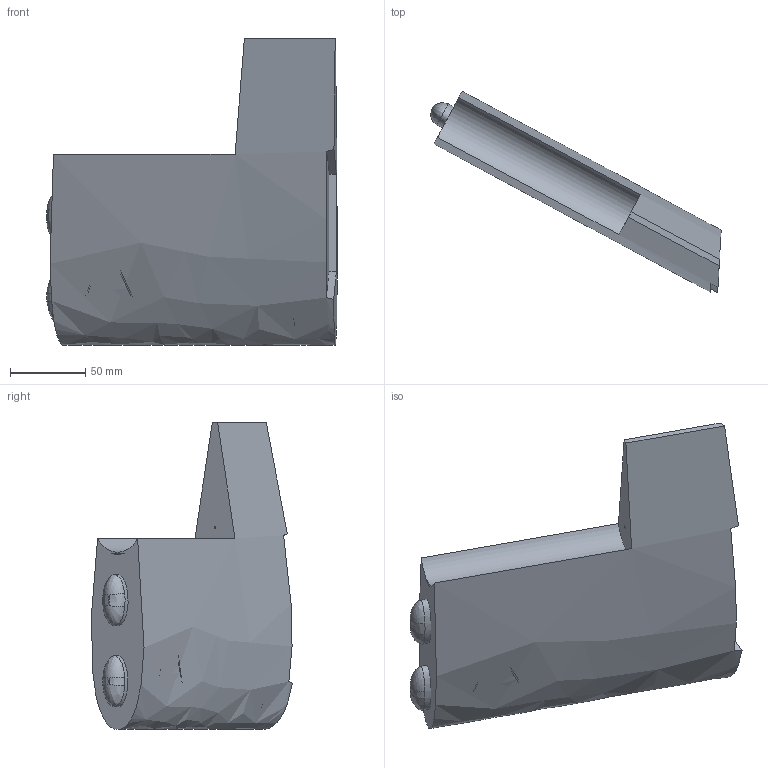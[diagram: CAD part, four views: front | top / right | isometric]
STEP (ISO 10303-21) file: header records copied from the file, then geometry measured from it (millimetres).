
FILE_DESCRIPTION(/* description */ (''),/* implementation_level */ '2;1');
FILE_NAME(/* name */ 'Tail3.stp',/* time_stamp */ '2026-01-16T13:51:48-05:00',/* author */ ('mateo'),/* organization */ (''),/* preprocessor_version */ 'ST-DEVELOPER v20.1',/* originating_system */ 'Autodesk Inventor 2026',/* authorisation */ '');
FILE_SCHEMA (('AUTOMOTIVE_DESIGN { 1 0 10303 214 3 1 1 }'));
Length unit declared in the file: millimetre
Products named in the file (1): Redone-Tail
Bounding box: 192.9 x 133.58 x 204 mm (x, y, z)
Volume: 383870.4 mm3; surface area: 181762.1 mm2
Topology: 1 solids, 13 shells, 109 faces, 266 edges, 204 vertices
Faces by surface type: plane 72, bspline 34, cylinder 3
Full cylindrical faces by diameter (mm): 1.5 x1
Entity records: 9729 total; most frequent: CARTESIAN_POINT 7532, ORIENTED_EDGE 494, DIRECTION 286, EDGE_CURVE 247, VERTEX_POINT 168, B_SPLINE_CURVE_WITH_KNOTS 125, EDGE_LOOP 113, LINE 110
